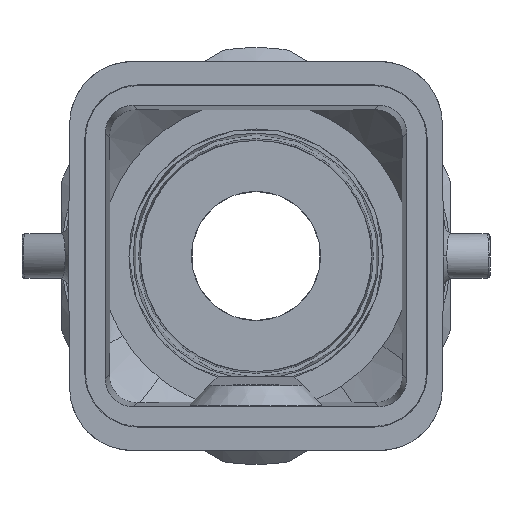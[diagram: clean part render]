
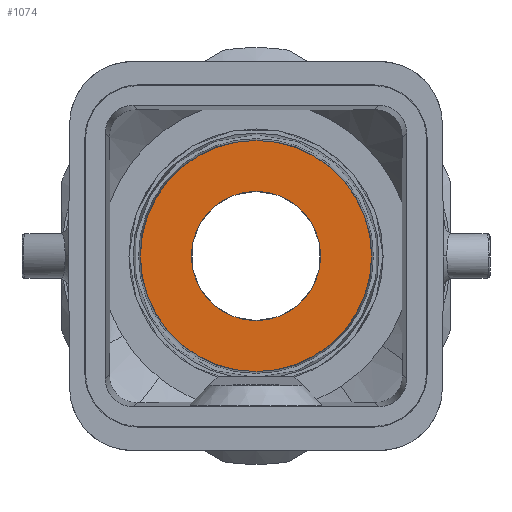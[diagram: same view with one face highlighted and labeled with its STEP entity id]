
A CAD part, front view. The second image highlights one B-rep face of the part: STEP entity #1074.
In plain terms, the highlighted planar face has unit normal (0, -1, 0).
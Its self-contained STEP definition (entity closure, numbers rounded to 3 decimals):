
#1074=ADVANCED_FACE('',(#2175,#2176),#1357,.F.);
#1357=PLANE('',#8584);
#1438=CIRCLE('',#8378,4.65);
#1544=CIRCLE('',#8580,4.65);
#1545=CIRCLE('',#8582,8.321);
#1546=CIRCLE('',#8583,8.321);
#2175=FACE_BOUND('',#2538,.T.);
#2176=FACE_BOUND('',#2539,.T.);
#2538=EDGE_LOOP('',(#4444,#4445));
#2539=EDGE_LOOP('',(#4446,#4447));
#4444=ORIENTED_EDGE('',*,*,#6427,.F.);
#4445=ORIENTED_EDGE('',*,*,#6849,.F.);
#4446=ORIENTED_EDGE('',*,*,#6850,.F.);
#4447=ORIENTED_EDGE('',*,*,#6851,.F.);
#5458=VERTEX_POINT('',#11921);
#5460=VERTEX_POINT('',#11924);
#5737=VERTEX_POINT('',#16939);
#5738=VERTEX_POINT('',#16940);
#6427=EDGE_CURVE('',#5458,#5460,#1438,.T.);
#6849=EDGE_CURVE('',#5460,#5458,#1544,.T.);
#6850=EDGE_CURVE('',#5737,#5738,#1545,.T.);
#6851=EDGE_CURVE('',#5738,#5737,#1546,.T.);
#8378=AXIS2_PLACEMENT_3D('',#11923,#9483,#9484);
#8580=AXIS2_PLACEMENT_3D('',#16936,#9919,#9920);
#8582=AXIS2_PLACEMENT_3D('',#16938,#9923,#9924);
#8583=AXIS2_PLACEMENT_3D('',#16941,#9925,#9926);
#8584=AXIS2_PLACEMENT_3D('',#16942,#9927,#9928);
#9483=DIRECTION('',(0.,-1.,0.));
#9484=DIRECTION('',(0.,0.,-1.));
#9919=DIRECTION('',(0.,-1.,0.));
#9920=DIRECTION('',(0.,0.,1.));
#9923=DIRECTION('',(0.,1.,0.));
#9924=DIRECTION('',(0.,0.,-1.));
#9925=DIRECTION('',(0.,1.,0.));
#9926=DIRECTION('',(0.,0.,1.));
#9927=DIRECTION('',(0.,1.,0.));
#9928=DIRECTION('',(0.,0.,1.));
#11921=CARTESIAN_POINT('',(0.,48.6,-4.65));
#11923=CARTESIAN_POINT('',(0.,48.6,0.));
#11924=CARTESIAN_POINT('',(0.,48.6,4.65));
#16936=CARTESIAN_POINT('',(0.,48.6,0.));
#16938=CARTESIAN_POINT('',(0.,48.6,0.));
#16939=CARTESIAN_POINT('',(0.,48.6,-8.321));
#16940=CARTESIAN_POINT('',(0.,48.6,8.321));
#16941=CARTESIAN_POINT('',(0.,48.6,0.));
#16942=CARTESIAN_POINT('',(0.,48.6,0.));
